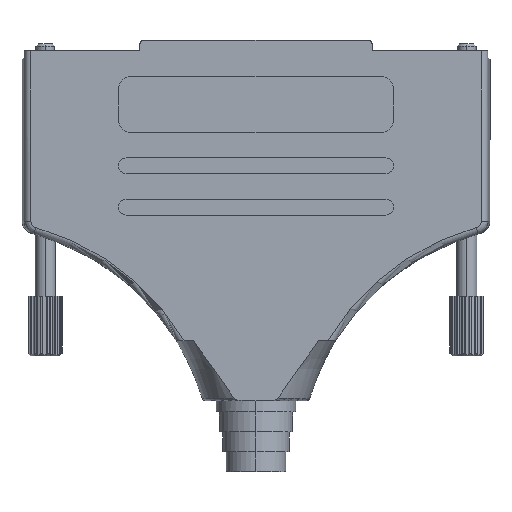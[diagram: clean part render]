
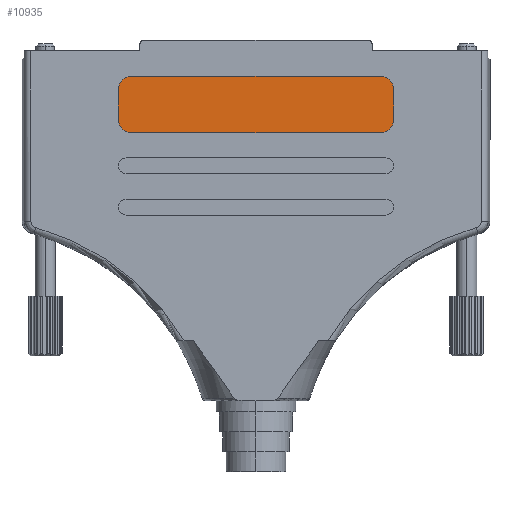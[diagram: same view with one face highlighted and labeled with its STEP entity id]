
A CAD part, front view. The second image highlights one B-rep face of the part: STEP entity #10935.
In plain terms, the highlighted planar face has unit normal (0, -1, 0).
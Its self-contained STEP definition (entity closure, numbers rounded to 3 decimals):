
#152 = ORIENTED_EDGE ( 'NONE', *, *, #6217, .T. ) ;
#168 = VECTOR ( 'NONE', #12070, 1000. ) ;
#1087 = ORIENTED_EDGE ( 'NONE', *, *, #13506, .T. ) ;
#1437 = CARTESIAN_POINT ( 'NONE',  ( -20.75, -7.1, -10.7 ) ) ;
#2314 = VERTEX_POINT ( 'NONE', #24232 ) ;
#2333 = LINE ( 'NONE', #4244, #168 ) ;
#2596 = LINE ( 'NONE', #16189, #18690 ) ;
#3435 = PLANE ( 'NONE',  #25075 ) ;
#3690 = CARTESIAN_POINT ( 'NONE',  ( 18.75, -7.1, -6.2 ) ) ;
#3767 = CARTESIAN_POINT ( 'NONE',  ( -20.75, -7.1, -6.2 ) ) ;
#4244 = CARTESIAN_POINT ( 'NONE',  ( -18.75, -7.1, -12.7 ) ) ;
#4457 = DIRECTION ( 'NONE',  ( 0., -1., 0. ) ) ;
#4509 = DIRECTION ( 'NONE',  ( -1., 0., 0. ) ) ;
#6144 = DIRECTION ( 'NONE',  ( 0., 0., 1. ) ) ;
#6217 = EDGE_CURVE ( 'NONE', #21181, #12928, #19700, .T. ) ;
#6346 = ORIENTED_EDGE ( 'NONE', *, *, #25015, .T. ) ;
#6763 = CIRCLE ( 'NONE', #21107, 2. ) ;
#7672 = DIRECTION ( 'NONE',  ( 0., 1., 0. ) ) ;
#8078 = CARTESIAN_POINT ( 'NONE',  ( 18.75, -7.1, -10.7 ) ) ;
#8087 = VERTEX_POINT ( 'NONE', #10669 ) ;
#8159 = EDGE_CURVE ( 'NONE', #2314, #21181, #8502, .T. ) ;
#8227 = CIRCLE ( 'NONE', #21750, 2. ) ;
#8502 = LINE ( 'NONE', #8618, #13653 ) ;
#8618 = CARTESIAN_POINT ( 'NONE',  ( -18.75, -7.1, -4.2 ) ) ;
#8692 = EDGE_CURVE ( 'NONE', #12234, #8087, #2333, .T. ) ;
#9257 = CIRCLE ( 'NONE', #19060, 2. ) ;
#9534 = VERTEX_POINT ( 'NONE', #1437 ) ;
#10043 = DIRECTION ( 'NONE',  ( 0., 0., -1. ) ) ;
#10490 = DIRECTION ( 'NONE',  ( 0., -1., 0. ) ) ;
#10669 = CARTESIAN_POINT ( 'NONE',  ( 18.75, -7.1, -12.7 ) ) ;
#10935 = ADVANCED_FACE ( 'NONE', ( #13306 ), #3435, .F. ) ;
#11511 = DIRECTION ( 'NONE',  ( 0., 0., 1. ) ) ;
#12070 = DIRECTION ( 'NONE',  ( 1., 0., 0. ) ) ;
#12228 = ORIENTED_EDGE ( 'NONE', *, *, #20786, .T. ) ;
#12234 = VERTEX_POINT ( 'NONE', #18796 ) ;
#12501 = DIRECTION ( 'NONE',  ( 0., 0., -1. ) ) ;
#12874 = VERTEX_POINT ( 'NONE', #23287 ) ;
#12928 = VERTEX_POINT ( 'NONE', #3767 ) ;
#12986 = DIRECTION ( 'NONE',  ( 0., 0., 1. ) ) ;
#13306 = FACE_OUTER_BOUND ( 'NONE', #20791, .T. ) ;
#13506 = EDGE_CURVE ( 'NONE', #12928, #9534, #2596, .T. ) ;
#13653 = VECTOR ( 'NONE', #4509, 1000. ) ;
#14992 = ORIENTED_EDGE ( 'NONE', *, *, #8159, .T. ) ;
#15943 = ORIENTED_EDGE ( 'NONE', *, *, #24775, .T. ) ;
#16189 = CARTESIAN_POINT ( 'NONE',  ( -20.75, -7.1, -6.2 ) ) ;
#16372 = CARTESIAN_POINT ( 'NONE',  ( -18.75, -7.1, -6.2 ) ) ;
#16391 = CARTESIAN_POINT ( 'NONE',  ( -18.75, -7.1, -10.7 ) ) ;
#16724 = CARTESIAN_POINT ( 'NONE',  ( 18.75, -7.1, -6.2 ) ) ;
#16754 = LINE ( 'NONE', #16886, #18009 ) ;
#16836 = AXIS2_PLACEMENT_3D ( 'NONE', #16372, #24097, #12501 ) ;
#16886 = CARTESIAN_POINT ( 'NONE',  ( 20.75, -7.1, -6.2 ) ) ;
#18009 = VECTOR ( 'NONE', #19049, 1000. ) ;
#18690 = VECTOR ( 'NONE', #10043, 1000. ) ;
#18796 = CARTESIAN_POINT ( 'NONE',  ( -18.75, -7.1, -12.7 ) ) ;
#19049 = DIRECTION ( 'NONE',  ( 0., 0., 1. ) ) ;
#19060 = AXIS2_PLACEMENT_3D ( 'NONE', #16391, #10490, #24626 ) ;
#19700 = CIRCLE ( 'NONE', #16836, 2. ) ;
#20295 = EDGE_CURVE ( 'NONE', #12874, #25078, #16754, .T. ) ;
#20786 = EDGE_CURVE ( 'NONE', #25078, #2314, #8227, .T. ) ;
#20791 = EDGE_LOOP ( 'NONE', ( #12228, #14992, #152, #1087, #6346, #21487, #15943, #22449 ) ) ;
#21107 = AXIS2_PLACEMENT_3D ( 'NONE', #8078, #4457, #6144 ) ;
#21181 = VERTEX_POINT ( 'NONE', #21273 ) ;
#21273 = CARTESIAN_POINT ( 'NONE',  ( -18.75, -7.1, -4.2 ) ) ;
#21487 = ORIENTED_EDGE ( 'NONE', *, *, #8692, .T. ) ;
#21750 = AXIS2_PLACEMENT_3D ( 'NONE', #16724, #25081, #12986 ) ;
#22449 = ORIENTED_EDGE ( 'NONE', *, *, #20295, .T. ) ;
#23287 = CARTESIAN_POINT ( 'NONE',  ( 20.75, -7.1, -10.7 ) ) ;
#24097 = DIRECTION ( 'NONE',  ( 0., -1., 0. ) ) ;
#24232 = CARTESIAN_POINT ( 'NONE',  ( 18.75, -7.1, -4.2 ) ) ;
#24626 = DIRECTION ( 'NONE',  ( 0., 0., 1. ) ) ;
#24775 = EDGE_CURVE ( 'NONE', #8087, #12874, #6763, .T. ) ;
#25003 = CARTESIAN_POINT ( 'NONE',  ( 20.75, -7.1, -6.2 ) ) ;
#25015 = EDGE_CURVE ( 'NONE', #9534, #12234, #9257, .T. ) ;
#25075 = AXIS2_PLACEMENT_3D ( 'NONE', #3690, #7672, #11511 ) ;
#25078 = VERTEX_POINT ( 'NONE', #25003 ) ;
#25081 = DIRECTION ( 'NONE',  ( 0., -1., 0. ) ) ;
